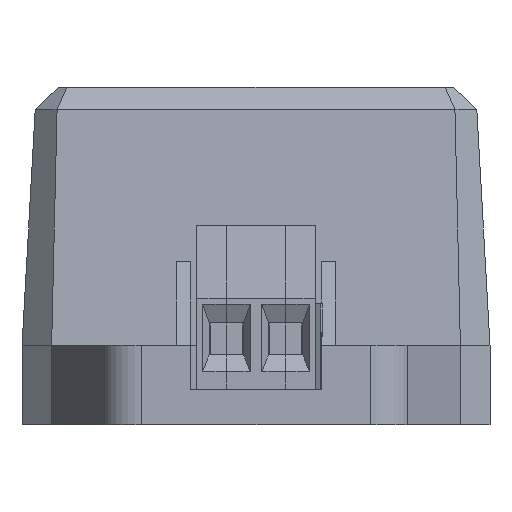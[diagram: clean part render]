
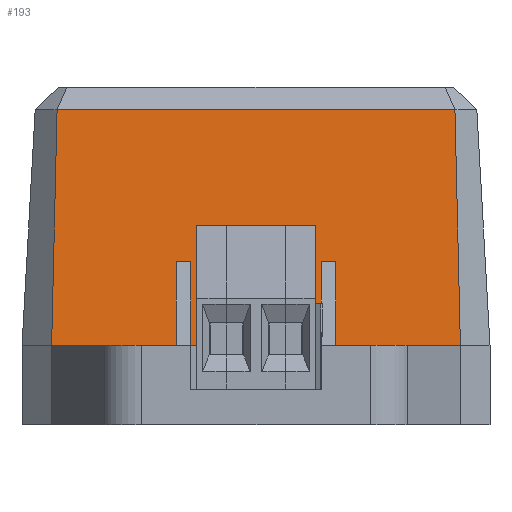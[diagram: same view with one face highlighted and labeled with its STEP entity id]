
A CAD part, front view. The second image highlights one B-rep face of the part: STEP entity #193.
In plain terms, the highlighted planar face has unit normal (0, -0.998, 0.056).
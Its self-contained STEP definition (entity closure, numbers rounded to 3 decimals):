
#193=ADVANCED_FACE('',(#493),#4785,.T.);
#493=FACE_OUTER_BOUND('',#801,.T.);
#801=EDGE_LOOP('',(#1288,#1289,#1290,#1291,#1292,#1293,#1294,#1295,#1296,
#1297,#1298,#1299));
#1288=ORIENTED_EDGE('',*,*,#2692,.T.);
#1289=ORIENTED_EDGE('',*,*,#2570,.F.);
#1290=ORIENTED_EDGE('',*,*,#2662,.F.);
#1291=ORIENTED_EDGE('',*,*,#2611,.T.);
#1292=ORIENTED_EDGE('',*,*,#2610,.F.);
#1293=ORIENTED_EDGE('',*,*,#2612,.F.);
#1294=ORIENTED_EDGE('',*,*,#2628,.F.);
#1295=ORIENTED_EDGE('',*,*,#2626,.F.);
#1296=ORIENTED_EDGE('',*,*,#2624,.F.);
#1297=ORIENTED_EDGE('',*,*,#2625,.T.);
#1298=ORIENTED_EDGE('',*,*,#2668,.F.);
#1299=ORIENTED_EDGE('',*,*,#2594,.T.);
#2570=EDGE_CURVE('',#4220,#4296,#3391,.T.);
#2594=EDGE_CURVE('',#4236,#4301,#3396,.T.);
#2610=EDGE_CURVE('',#4254,#4255,#3402,.T.);
#2611=EDGE_CURVE('',#4256,#4255,#3403,.T.);
#2612=EDGE_CURVE('',#4257,#4254,#3404,.T.);
#2624=EDGE_CURVE('',#4266,#4267,#3416,.T.);
#2625=EDGE_CURVE('',#4266,#4268,#3417,.T.);
#2626=EDGE_CURVE('',#4267,#4269,#3418,.T.);
#2628=EDGE_CURVE('',#4269,#4257,#3420,.T.);
#2662=EDGE_CURVE('',#4256,#4220,#3452,.T.);
#2668=EDGE_CURVE('',#4236,#4268,#3454,.T.);
#2692=EDGE_CURVE('',#4301,#4296,#3466,.T.);
#3391=B_SPLINE_CURVE_WITH_KNOTS('',1,(#5918,#5919),.UNSPECIFIED.,.F.,.F.,
(2,2),(-26.849,-6.901),.UNSPECIFIED.);
#3396=B_SPLINE_CURVE_WITH_KNOTS('',1,(#5980,#5981),.UNSPECIFIED.,.F.,.F.,
(2,2),(0.,19.948),.UNSPECIFIED.);
#3402=B_SPLINE_CURVE_WITH_KNOTS('',1,(#6021,#6022),.UNSPECIFIED.,.F.,.F.,
(2,2),(32.06,33.319),.UNSPECIFIED.);
#3403=B_SPLINE_CURVE_WITH_KNOTS('',3,(#6023,#6024,#6025,#6026),
 .UNSPECIFIED.,.F.,.F.,(4,4),(0.,7.087),.UNSPECIFIED.);
#3404=B_SPLINE_CURVE_WITH_KNOTS('',3,(#6027,#6028,#6029,#6030),
 .UNSPECIFIED.,.F.,.F.,(4,4),(0.,7.087),.UNSPECIFIED.);
#3416=B_SPLINE_CURVE_WITH_KNOTS('',1,(#6057,#6058),.UNSPECIFIED.,.F.,.F.,
(2,2),(0.,1.25),.UNSPECIFIED.);
#3417=B_SPLINE_CURVE_WITH_KNOTS('',3,(#6059,#6060,#6061,#6062),
 .UNSPECIFIED.,.F.,.F.,(4,4),(7.513,14.6),
 .UNSPECIFIED.);
#3418=B_SPLINE_CURVE_WITH_KNOTS('',3,(#6063,#6064,#6065,#6066),
 .UNSPECIFIED.,.F.,.F.,(4,4),(7.513,14.6),
 .UNSPECIFIED.);
#3420=B_SPLINE_CURVE_WITH_KNOTS('',1,(#6069,#6070,#6071,#6072,#6073,#6074,
#6075),.UNSPECIFIED.,.F.,.F.,(2,1,1,1,1,1,2),(13.,13.75,15.,18.5,22.,23.25,
24.),.UNSPECIFIED.);
#3452=B_SPLINE_CURVE_WITH_KNOTS('',1,(#6161,#6162,#6163),.UNSPECIFIED.,
 .F.,.F.,(2,1,2),(25.25,25.75,35.75),.UNSPECIFIED.);
#3454=B_SPLINE_CURVE_WITH_KNOTS('',1,(#6195,#6196,#6197),.UNSPECIFIED.,
 .F.,.F.,(2,1,2),(0.,10.,10.5),.UNSPECIFIED.);
#3466=B_SPLINE_CURVE_WITH_KNOTS('',1,(#6301,#6302),.UNSPECIFIED.,.F.,.F.,
(2,2),(-0.044,33.533),.UNSPECIFIED.);
#4220=VERTEX_POINT('',#5801);
#4236=VERTEX_POINT('',#5817);
#4254=VERTEX_POINT('',#5835);
#4255=VERTEX_POINT('',#5836);
#4256=VERTEX_POINT('',#5837);
#4257=VERTEX_POINT('',#5838);
#4266=VERTEX_POINT('',#5847);
#4267=VERTEX_POINT('',#5848);
#4268=VERTEX_POINT('',#5849);
#4269=VERTEX_POINT('',#5850);
#4296=VERTEX_POINT('',#5877);
#4301=VERTEX_POINT('',#5882);
#4785=PLANE('',#5101);
#5101=AXIS2_PLACEMENT_3D('',#5790,#5365,$);
#5365=DIRECTION('',(0.,-0.998,0.056));
#5790=CARTESIAN_POINT('',(29.75,-35.,6.7));
#5801=CARTESIAN_POINT('',(-17.25,-35.,6.7));
#5817=CARTESIAN_POINT('',(17.25,-35.,6.7));
#5835=CARTESIAN_POINT('',(-5.5,-34.604,13.776));
#5836=CARTESIAN_POINT('',(-6.75,-34.604,13.776));
#5837=CARTESIAN_POINT('',(-6.75,-35.,6.7));
#5838=CARTESIAN_POINT('',(-5.5,-35.,6.7));
#5847=CARTESIAN_POINT('',(6.75,-34.604,13.776));
#5848=CARTESIAN_POINT('',(5.5,-34.604,13.776));
#5849=CARTESIAN_POINT('',(6.75,-35.,6.7));
#5850=CARTESIAN_POINT('',(5.5,-35.,6.7));
#5877=CARTESIAN_POINT('',(-16.788,-33.886,26.612));
#5882=CARTESIAN_POINT('',(16.788,-33.886,26.612));
#5918=CARTESIAN_POINT('',(-17.25,-35.,6.7));
#5919=CARTESIAN_POINT('',(-16.788,-33.886,26.612));
#5980=CARTESIAN_POINT('',(17.25,-35.,6.7));
#5981=CARTESIAN_POINT('',(16.788,-33.886,26.612));
#6021=CARTESIAN_POINT('',(-5.5,-34.604,13.776));
#6022=CARTESIAN_POINT('',(-6.75,-34.604,13.776));
#6023=CARTESIAN_POINT('',(-6.75,-35.,6.7));
#6024=CARTESIAN_POINT('',(-6.75,-34.868,9.059));
#6025=CARTESIAN_POINT('',(-6.75,-34.736,11.417));
#6026=CARTESIAN_POINT('',(-6.75,-34.604,13.776));
#6027=CARTESIAN_POINT('',(-5.5,-35.,6.7));
#6028=CARTESIAN_POINT('',(-5.5,-34.868,9.059));
#6029=CARTESIAN_POINT('',(-5.5,-34.736,11.417));
#6030=CARTESIAN_POINT('',(-5.5,-34.604,13.776));
#6057=CARTESIAN_POINT('',(6.75,-34.604,13.776));
#6058=CARTESIAN_POINT('',(5.5,-34.604,13.776));
#6059=CARTESIAN_POINT('',(6.75,-34.604,13.776));
#6060=CARTESIAN_POINT('',(6.75,-34.736,11.417));
#6061=CARTESIAN_POINT('',(6.75,-34.868,9.059));
#6062=CARTESIAN_POINT('',(6.75,-35.,6.7));
#6063=CARTESIAN_POINT('',(5.5,-34.604,13.776));
#6064=CARTESIAN_POINT('',(5.5,-34.736,11.417));
#6065=CARTESIAN_POINT('',(5.5,-34.868,9.059));
#6066=CARTESIAN_POINT('',(5.5,-35.,6.7));
#6069=CARTESIAN_POINT('',(5.5,-35.,6.7));
#6070=CARTESIAN_POINT('',(4.75,-35.,6.7));
#6071=CARTESIAN_POINT('',(3.5,-35.,6.7));
#6072=CARTESIAN_POINT('',(0.,-35.,6.7));
#6073=CARTESIAN_POINT('',(-3.5,-35.,6.7));
#6074=CARTESIAN_POINT('',(-4.75,-35.,6.7));
#6075=CARTESIAN_POINT('',(-5.5,-35.,6.7));
#6161=CARTESIAN_POINT('',(-6.75,-35.,6.7));
#6162=CARTESIAN_POINT('',(-7.25,-35.,6.7));
#6163=CARTESIAN_POINT('',(-17.25,-35.,6.7));
#6195=CARTESIAN_POINT('',(17.25,-35.,6.7));
#6196=CARTESIAN_POINT('',(7.25,-35.,6.7));
#6197=CARTESIAN_POINT('',(6.75,-35.,6.7));
#6301=CARTESIAN_POINT('',(16.788,-33.886,26.612));
#6302=CARTESIAN_POINT('',(-16.788,-33.886,26.612));
